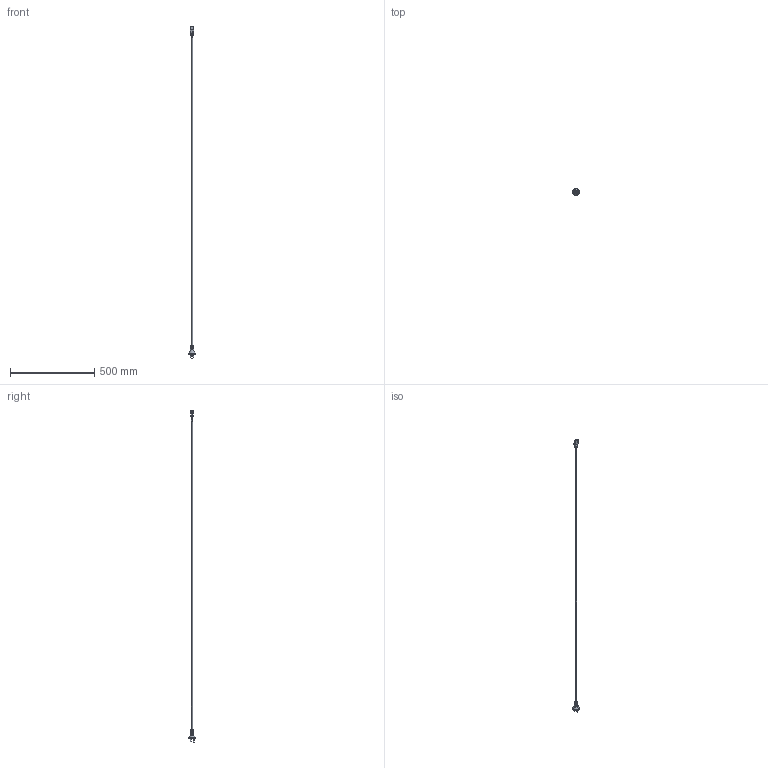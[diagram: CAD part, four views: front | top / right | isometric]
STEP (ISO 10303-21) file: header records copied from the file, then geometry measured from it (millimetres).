
FILE_DESCRIPTION (( 'STEP AP203' ), '1' );
FILE_NAME ('1807-01.STEP', '2014-11-07T11:31:52', ( '' ), ( '' ), 'SwSTEP 2.0', 'SolidWorks 2014', '' );
FILE_SCHEMA (( 'CONFIG_CONTROL_DESIGN' ));
Length unit declared in the file: millimetre
Products named in the file (3): 1807-01Cable; 1807-01Plug; 1807-01
Assembly tree (2 placements, depth 2):
  1807-01
    1807-01Cable
    1807-01Plug
Bounding box: 38 x 38 x 1975.24 mm (x, y, z)
Volume: 94529.3 mm3; surface area: 48617.2 mm2
Topology: 2 solids, 2 shells, 209 faces, 572 edges, 379 vertices
Faces by surface type: plane 133, cylinder 68, bspline 6, cone 2
Entity records: 10984 total; most frequent: CARTESIAN_POINT 5665, ORIENTED_EDGE 1144, DIRECTION 892, EDGE_CURVE 572, VERTEX_POINT 379, VECTOR 314, LINE 314, AXIS2_PLACEMENT_3D 289
